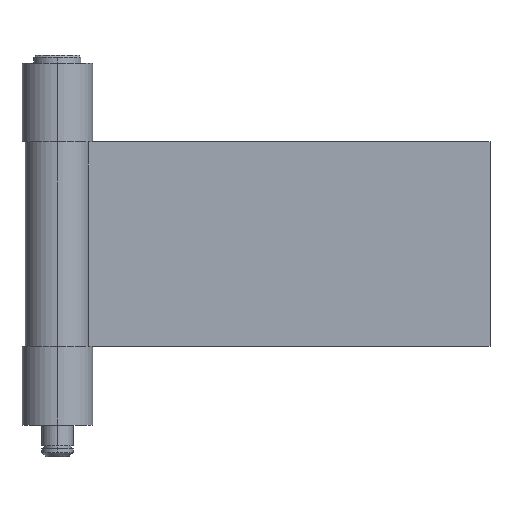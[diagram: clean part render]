
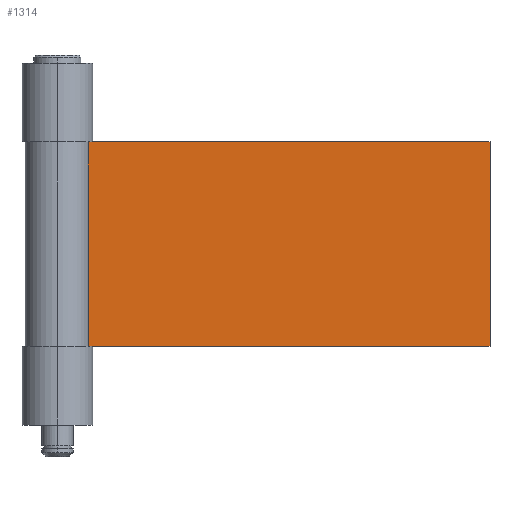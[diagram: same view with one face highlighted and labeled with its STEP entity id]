
A CAD part, top view. The second image highlights one B-rep face of the part: STEP entity #1314.
In plain terms, the highlighted face is planar.
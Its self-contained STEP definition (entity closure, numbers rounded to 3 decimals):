
#580 = VERTEX_POINT ( 'NONE', #734 ) ;
#734 = CARTESIAN_POINT ( 'NONE',  ( 110., 52., -2.05 ) ) ;
#894 = DIRECTION ( 'NONE',  ( 0., -1., 0. ) ) ;
#895 = VECTOR ( 'NONE', #894, 1000. ) ;
#896 = CARTESIAN_POINT ( 'NONE',  ( 7.888, 52., -2.05 ) ) ;
#897 = LINE ( 'NONE', #896, #895 ) ;
#970 = CARTESIAN_POINT ( 'NONE',  ( 7.888, 52., -2.05 ) ) ;
#1033 = DIRECTION ( 'NONE',  ( -1., 0., 0. ) ) ;
#1034 = VECTOR ( 'NONE', #1033, 1000. ) ;
#1035 = CARTESIAN_POINT ( 'NONE',  ( 110., 52., -2.05 ) ) ;
#1036 = LINE ( 'NONE', #1035, #1034 ) ;
#1070 = FACE_OUTER_BOUND ( 'NONE', #1315, .T. ) ;
#1071 = DIRECTION ( 'NONE',  ( 0., -1., 0. ) ) ;
#1072 = VECTOR ( 'NONE', #1071, 1000. ) ;
#1073 = CARTESIAN_POINT ( 'NONE',  ( 110., 52., -2.05 ) ) ;
#1074 = LINE ( 'NONE', #1073, #1072 ) ;
#1082 = CARTESIAN_POINT ( 'NONE',  ( 110., 0., -2.05 ) ) ;
#1084 = DIRECTION ( 'NONE',  ( -1., 0., 0. ) ) ;
#1085 = VECTOR ( 'NONE', #1084, 1000. ) ;
#1086 = CARTESIAN_POINT ( 'NONE',  ( 110., 0., -2.05 ) ) ;
#1087 = LINE ( 'NONE', #1086, #1085 ) ;
#1088 = CARTESIAN_POINT ( 'NONE',  ( 7.888, 0., -2.05 ) ) ;
#1131 = DIRECTION ( 'NONE',  ( 1., 0., 0. ) ) ;
#1132 = DIRECTION ( 'NONE',  ( 0., 0., 1. ) ) ;
#1133 = CARTESIAN_POINT ( 'NONE',  ( 110., 52., -2.05 ) ) ;
#1134 = AXIS2_PLACEMENT_3D ( 'NONE', #1133, #1132, #1131 ) ;
#1135 = PLANE ( 'NONE',  #1134 ) ;
#1189 = EDGE_CURVE ( 'NONE', #1257, #1303, #897, .T. ) ;
#1205 = ORIENTED_EDGE ( 'NONE', *, *, #1311, .T. ) ;
#1257 = VERTEX_POINT ( 'NONE', #970 ) ;
#1261 = EDGE_CURVE ( 'NONE', #580, #1257, #1036, .T. ) ;
#1303 = VERTEX_POINT ( 'NONE', #1088 ) ;
#1305 = EDGE_CURVE ( 'NONE', #1306, #1303, #1087, .T. ) ;
#1306 = VERTEX_POINT ( 'NONE', #1082 ) ;
#1311 = EDGE_CURVE ( 'NONE', #580, #1306, #1074, .T. ) ;
#1314 = ADVANCED_FACE ( 'NONE', ( #1070 ), #1135, .F. ) ;
#1315 = EDGE_LOOP ( 'NONE', ( #1316, #1317, #1318, #1205 ) ) ;
#1316 = ORIENTED_EDGE ( 'NONE', *, *, #1305, .T. ) ;
#1317 = ORIENTED_EDGE ( 'NONE', *, *, #1189, .F. ) ;
#1318 = ORIENTED_EDGE ( 'NONE', *, *, #1261, .F. ) ;
